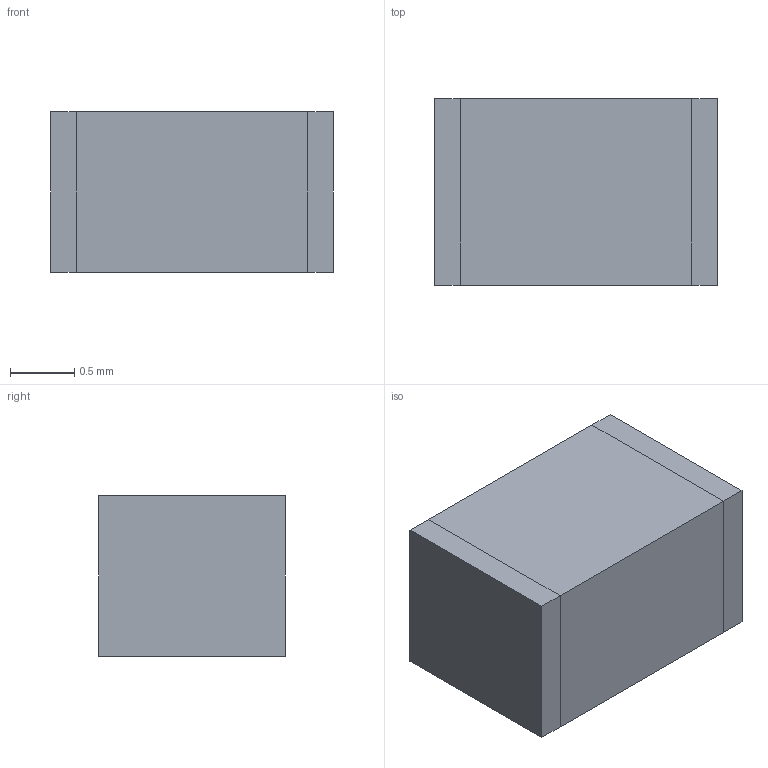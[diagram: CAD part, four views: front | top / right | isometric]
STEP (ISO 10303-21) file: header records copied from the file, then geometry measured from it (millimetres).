
FILE_DESCRIPTION (( 'STEP AP203' ), '1' );
FILE_NAME ('TDK_C2012-1mm25.STEP', '2016-09-07T17:18:06', ( '' ), ( '' ), 'SwSTEP 2.0', 'SolidWorks 2016', '' );
FILE_SCHEMA (( 'CONFIG_CONTROL_DESIGN' ));
Length unit declared in the file: millimetre
Products named in the file (1): TDK_C2012-1mm25
Bounding box: 2.2 x 1.45 x 1.25 mm (x, y, z)
Volume: 4 mm3; surface area: 22.8 mm2
Topology: 3 solids, 3 shells, 18 faces, 36 edges, 24 vertices
Faces by surface type: plane 18
Entity records: 533 total; most frequent: CARTESIAN_POINT 79, DIRECTION 74, ORIENTED_EDGE 72, VECTOR 36, EDGE_CURVE 36, LINE 36, VERTEX_POINT 24, AXIS2_PLACEMENT_3D 19
